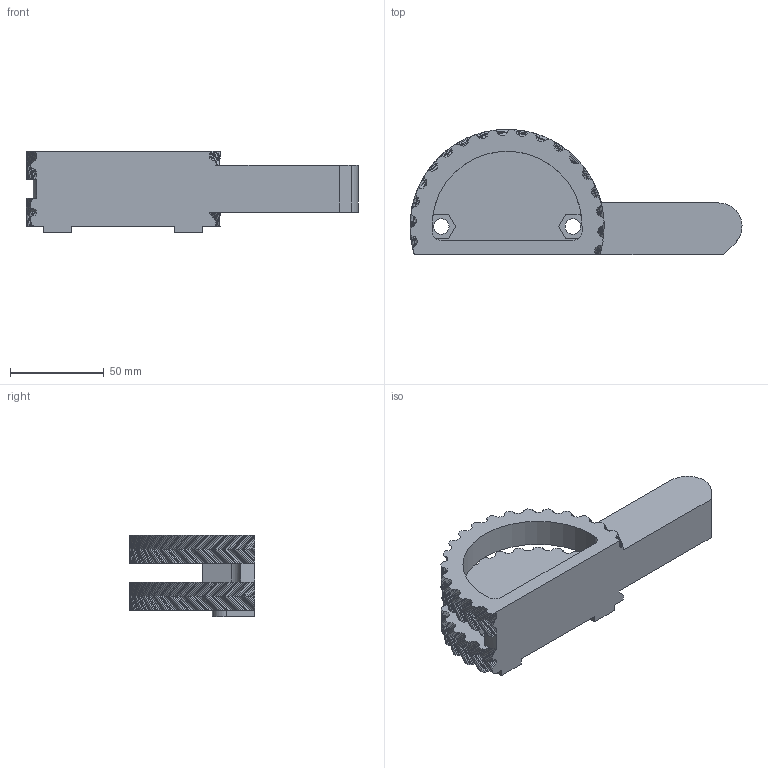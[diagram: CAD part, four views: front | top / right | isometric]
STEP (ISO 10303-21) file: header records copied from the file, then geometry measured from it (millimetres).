
FILE_DESCRIPTION((''),'2;1');
FILE_NAME('_ARM BLANK.ipt.step','2013-11-27T00:13:47',(''),(''),'Autodesk Inventor 2013','Autodesk Inventor 2013','');
FILE_SCHEMA(('AUTOMOTIVE_DESIGN { 1 0 10303 214 1 1 1 1 }'));
Length unit declared in the file: millimetre
Products named in the file (1): _ARM BLANK
Bounding box: 176.65 x 66.67 x 43.5 mm (x, y, z)
Volume: 172974 mm3; surface area: 39204.6 mm2
Topology: 1 solids, 1 shells, 1153 faces, 2963 edges, 1812 vertices
Faces by surface type: bspline 1109, plane 34, cylinder 10
Full cylindrical faces by diameter (mm): 8.2 x2
Entity records: 48323 total; most frequent: CARTESIAN_POINT 26362, ORIENTED_EDGE 5918, EDGE_CURVE 2959, DIRECTION 1863, VERTEX_POINT 1810, VECTOR 1725, LINE 1725, B_SPLINE_CURVE_WITH_KNOTS 1210
